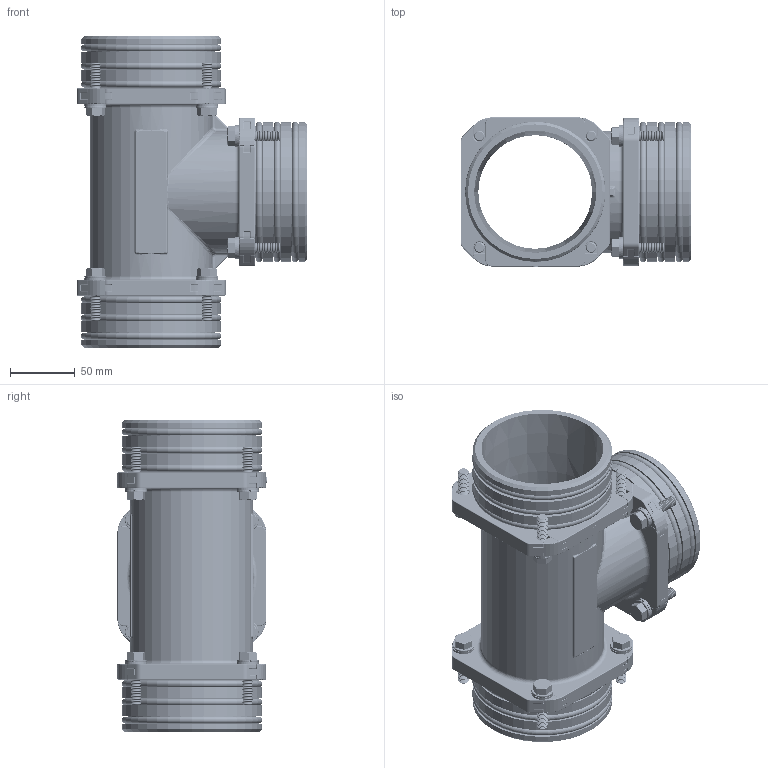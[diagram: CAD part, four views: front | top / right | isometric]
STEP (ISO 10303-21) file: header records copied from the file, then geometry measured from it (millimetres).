
FILE_DESCRIPTION (( 'STEP AP214' ), '1' );
FILE_NAME ('AR.214.110.110.STEP', '2016-04-13T14:22:39', ( '' ), ( '' ), 'SwSTEP 2.0', 'SolidWorks 2016', '' );
FILE_SCHEMA (( 'AUTOMOTIVE_DESIGN' ));
Length unit declared in the file: millimetre
Products named in the file (8): AR.000.000.001; GUARNIZIONI OR_OR 6387; hex screw gradec_iso_ISO 4018 - M8 x 35-NS; AR.214.110.110-L; AR.000.000.002; AR.214.110.110; RONDELLE UNI 6592_8.4x17 UNI 6592; spring lock washer 2_din_DIN 6905-11-FSt
Assembly tree (70 placements, depth 2):
  AR.214.110.110
    AR.214.110.110-L
    AR.000.000.001  x12
    AR.000.000.002  x12
    hex screw gradec_iso_ISO 4018 - M8 x 35-NS  x12
    spring lock washer 2_din_DIN 6905-11-FSt  x12
    GUARNIZIONI OR_OR 6387  x9
    RONDELLE UNI 6592_8.4x17 UNI 6592  x12
Bounding box: 178 x 115.3 x 241 mm (x, y, z)
Volume: 697348.9 mm3; surface area: 343099.1 mm2
Topology: 70 solids, 70 shells, 6680 faces, 16676 edges, 10151 vertices
Faces by surface type: cylinder 2082, plane 1565, cone 1404, bspline 823, torus 638, sphere 168
Entity records: 123173 total; most frequent: CARTESIAN_POINT 60234, ORIENTED_EDGE 13892, DIRECTION 11300, EDGE_CURVE 6946, VERTEX_POINT 4355, VECTOR 3786, LINE 3786, AXIS2_PLACEMENT_3D 3757
